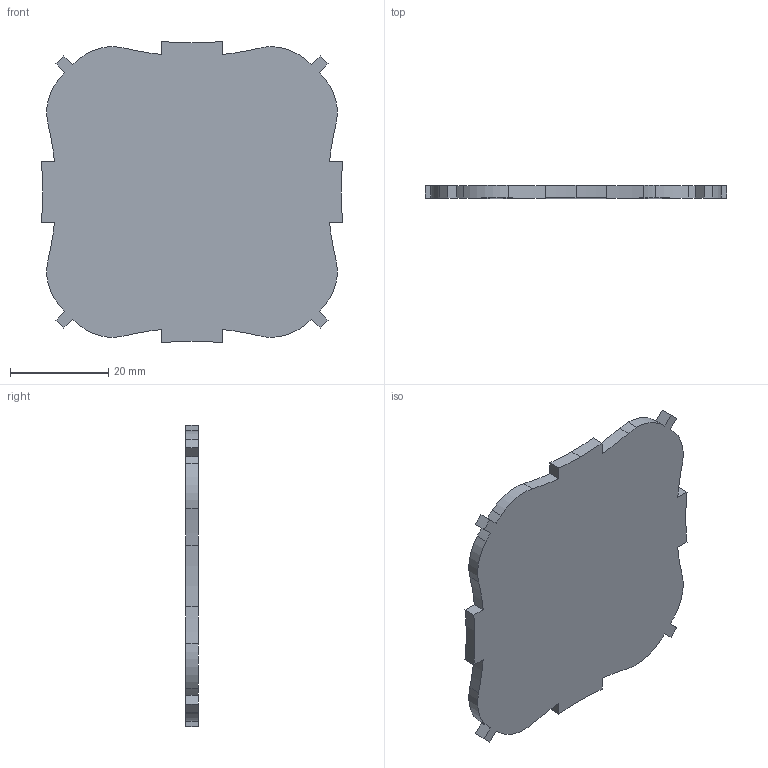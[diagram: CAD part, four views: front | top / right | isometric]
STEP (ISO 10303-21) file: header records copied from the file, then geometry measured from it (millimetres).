
FILE_DESCRIPTION (( 'STEP AP203' ), '1' );
FILE_NAME ('ShaftCover.STEP', '2023-08-10T05:57:26', ( '' ), ( '' ), 'SwSTEP 2.0', 'SolidWorks 2023', '' );
FILE_SCHEMA (( 'CONFIG_CONTROL_DESIGN' ));
Length unit declared in the file: inch
Products named in the file (1): ShaftCover
Bounding box: 61.26 x 2.54 x 61.26 mm (x, y, z)
Volume: 8377.6 mm3; surface area: 7299.3 mm2
Topology: 1 solids, 1 shells, 65 faces, 177 edges, 118 vertices
Faces by surface type: cylinder 39, plane 26
Entity records: 2168 total; most frequent: DIRECTION 387, CARTESIAN_POINT 361, ORIENTED_EDGE 354, EDGE_CURVE 177, AXIS2_PLACEMENT_3D 144, VERTEX_POINT 118, VECTOR 99, LINE 99
